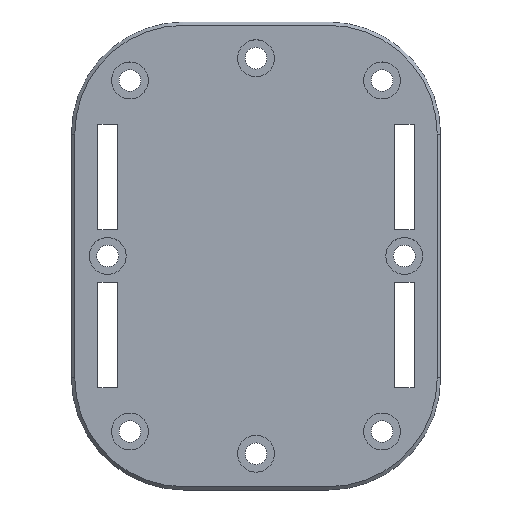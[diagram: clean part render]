
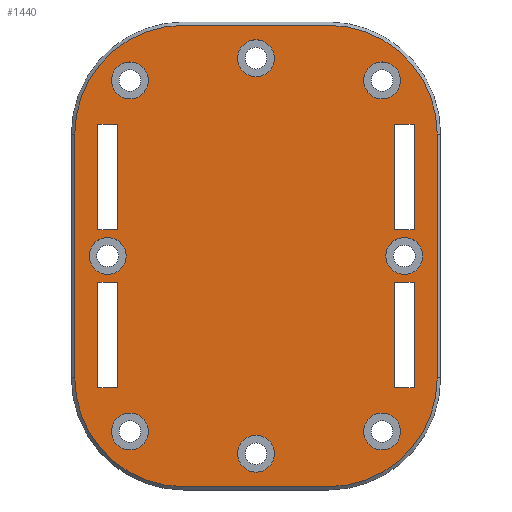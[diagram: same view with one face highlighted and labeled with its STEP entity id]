
A CAD part, top view. The second image highlights one B-rep face of the part: STEP entity #1440.
In plain terms, the highlighted planar face has unit normal (0, 0, 1).
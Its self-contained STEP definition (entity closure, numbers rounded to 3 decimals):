
#44=FACE_BOUND('',#339,.T.);
#45=FACE_BOUND('',#340,.T.);
#46=FACE_BOUND('',#341,.T.);
#47=FACE_BOUND('',#342,.T.);
#48=FACE_BOUND('',#343,.T.);
#49=FACE_BOUND('',#344,.T.);
#50=FACE_BOUND('',#345,.T.);
#51=FACE_BOUND('',#346,.T.);
#52=FACE_BOUND('',#347,.T.);
#53=FACE_BOUND('',#348,.T.);
#54=FACE_BOUND('',#349,.T.);
#55=FACE_BOUND('',#350,.T.);
#68=CIRCLE('',#1473,2.8);
#117=CIRCLE('',#1573,16.5);
#118=CIRCLE('',#1576,16.5);
#119=CIRCLE('',#1579,16.5);
#120=CIRCLE('',#1582,16.5);
#121=CIRCLE('',#1584,2.8);
#122=CIRCLE('',#1586,2.8);
#123=CIRCLE('',#1588,2.8);
#124=CIRCLE('',#1590,2.8);
#125=CIRCLE('',#1592,2.8);
#126=CIRCLE('',#1594,2.8);
#127=CIRCLE('',#1596,2.8);
#234=FACE_OUTER_BOUND('',#338,.T.);
#338=EDGE_LOOP('',(#1279,#1280,#1281,#1282,#1283,#1284,#1285,#1286));
#339=EDGE_LOOP('',(#1287,#1288,#1289,#1290));
#340=EDGE_LOOP('',(#1291,#1292,#1293,#1294));
#341=EDGE_LOOP('',(#1295,#1296,#1297,#1298));
#342=EDGE_LOOP('',(#1299,#1300,#1301,#1302));
#343=EDGE_LOOP('',(#1303));
#344=EDGE_LOOP('',(#1304));
#345=EDGE_LOOP('',(#1305));
#346=EDGE_LOOP('',(#1306));
#347=EDGE_LOOP('',(#1307));
#348=EDGE_LOOP('',(#1308));
#349=EDGE_LOOP('',(#1309));
#350=EDGE_LOOP('',(#1310));
#353=LINE('',#2036,#485);
#356=LINE('',#2042,#488);
#359=LINE('',#2048,#491);
#362=LINE('',#2052,#494);
#365=LINE('',#2060,#497);
#368=LINE('',#2066,#500);
#371=LINE('',#2072,#503);
#374=LINE('',#2076,#506);
#377=LINE('',#2084,#509);
#380=LINE('',#2090,#512);
#383=LINE('',#2096,#515);
#386=LINE('',#2100,#518);
#389=LINE('',#2108,#521);
#392=LINE('',#2114,#524);
#395=LINE('',#2120,#527);
#398=LINE('',#2124,#530);
#466=LINE('',#2367,#598);
#469=LINE('',#2375,#601);
#472=LINE('',#2383,#604);
#475=LINE('',#2391,#607);
#485=VECTOR('',#1609,10.);
#488=VECTOR('',#1614,10.);
#491=VECTOR('',#1619,10.);
#494=VECTOR('',#1624,10.);
#497=VECTOR('',#1629,10.);
#500=VECTOR('',#1634,10.);
#503=VECTOR('',#1639,10.);
#506=VECTOR('',#1644,10.);
#509=VECTOR('',#1649,10.);
#512=VECTOR('',#1654,10.);
#515=VECTOR('',#1659,10.);
#518=VECTOR('',#1664,10.);
#521=VECTOR('',#1669,10.);
#524=VECTOR('',#1674,10.);
#527=VECTOR('',#1679,10.);
#530=VECTOR('',#1684,10.);
#598=VECTOR('',#1952,10.);
#601=VECTOR('',#1961,10.);
#604=VECTOR('',#1970,10.);
#607=VECTOR('',#1979,10.);
#617=VERTEX_POINT('',#2033);
#618=VERTEX_POINT('',#2035);
#620=VERTEX_POINT('',#2041);
#622=VERTEX_POINT('',#2047);
#625=VERTEX_POINT('',#2057);
#626=VERTEX_POINT('',#2059);
#628=VERTEX_POINT('',#2065);
#630=VERTEX_POINT('',#2071);
#633=VERTEX_POINT('',#2081);
#634=VERTEX_POINT('',#2083);
#636=VERTEX_POINT('',#2089);
#638=VERTEX_POINT('',#2095);
#641=VERTEX_POINT('',#2105);
#642=VERTEX_POINT('',#2107);
#644=VERTEX_POINT('',#2113);
#646=VERTEX_POINT('',#2119);
#647=VERTEX_POINT('',#2126);
#720=VERTEX_POINT('',#2363);
#721=VERTEX_POINT('',#2365);
#722=VERTEX_POINT('',#2369);
#723=VERTEX_POINT('',#2373);
#724=VERTEX_POINT('',#2377);
#725=VERTEX_POINT('',#2381);
#726=VERTEX_POINT('',#2385);
#727=VERTEX_POINT('',#2389);
#728=VERTEX_POINT('',#2395);
#729=VERTEX_POINT('',#2399);
#730=VERTEX_POINT('',#2403);
#731=VERTEX_POINT('',#2407);
#732=VERTEX_POINT('',#2411);
#733=VERTEX_POINT('',#2415);
#734=VERTEX_POINT('',#2419);
#737=EDGE_CURVE('',#618,#617,#353,.T.);
#740=EDGE_CURVE('',#620,#618,#356,.T.);
#743=EDGE_CURVE('',#622,#620,#359,.T.);
#746=EDGE_CURVE('',#617,#622,#362,.T.);
#749=EDGE_CURVE('',#626,#625,#365,.T.);
#752=EDGE_CURVE('',#628,#626,#368,.T.);
#755=EDGE_CURVE('',#630,#628,#371,.T.);
#758=EDGE_CURVE('',#625,#630,#374,.T.);
#761=EDGE_CURVE('',#634,#633,#377,.T.);
#764=EDGE_CURVE('',#636,#634,#380,.T.);
#767=EDGE_CURVE('',#638,#636,#383,.T.);
#770=EDGE_CURVE('',#633,#638,#386,.T.);
#773=EDGE_CURVE('',#642,#641,#389,.T.);
#776=EDGE_CURVE('',#644,#642,#392,.T.);
#779=EDGE_CURVE('',#646,#644,#395,.T.);
#782=EDGE_CURVE('',#641,#646,#398,.T.);
#783=EDGE_CURVE('',#647,#647,#68,.T.);
#899=EDGE_CURVE('',#721,#720,#466,.T.);
#900=EDGE_CURVE('',#720,#722,#117,.T.);
#903=EDGE_CURVE('',#722,#723,#469,.T.);
#904=EDGE_CURVE('',#723,#724,#118,.T.);
#907=EDGE_CURVE('',#724,#725,#472,.T.);
#908=EDGE_CURVE('',#725,#726,#119,.T.);
#911=EDGE_CURVE('',#726,#727,#475,.T.);
#912=EDGE_CURVE('',#727,#721,#120,.T.);
#913=EDGE_CURVE('',#728,#728,#121,.T.);
#915=EDGE_CURVE('',#729,#729,#122,.T.);
#917=EDGE_CURVE('',#730,#730,#123,.T.);
#919=EDGE_CURVE('',#731,#731,#124,.T.);
#921=EDGE_CURVE('',#732,#732,#125,.T.);
#923=EDGE_CURVE('',#733,#733,#126,.T.);
#925=EDGE_CURVE('',#734,#734,#127,.T.);
#1279=ORIENTED_EDGE('',*,*,#912,.F.);
#1280=ORIENTED_EDGE('',*,*,#911,.F.);
#1281=ORIENTED_EDGE('',*,*,#908,.F.);
#1282=ORIENTED_EDGE('',*,*,#907,.F.);
#1283=ORIENTED_EDGE('',*,*,#904,.F.);
#1284=ORIENTED_EDGE('',*,*,#903,.F.);
#1285=ORIENTED_EDGE('',*,*,#900,.F.);
#1286=ORIENTED_EDGE('',*,*,#899,.F.);
#1287=ORIENTED_EDGE('',*,*,#743,.T.);
#1288=ORIENTED_EDGE('',*,*,#740,.T.);
#1289=ORIENTED_EDGE('',*,*,#737,.T.);
#1290=ORIENTED_EDGE('',*,*,#746,.T.);
#1291=ORIENTED_EDGE('',*,*,#755,.T.);
#1292=ORIENTED_EDGE('',*,*,#752,.T.);
#1293=ORIENTED_EDGE('',*,*,#749,.T.);
#1294=ORIENTED_EDGE('',*,*,#758,.T.);
#1295=ORIENTED_EDGE('',*,*,#767,.T.);
#1296=ORIENTED_EDGE('',*,*,#764,.T.);
#1297=ORIENTED_EDGE('',*,*,#761,.T.);
#1298=ORIENTED_EDGE('',*,*,#770,.T.);
#1299=ORIENTED_EDGE('',*,*,#779,.T.);
#1300=ORIENTED_EDGE('',*,*,#776,.T.);
#1301=ORIENTED_EDGE('',*,*,#773,.T.);
#1302=ORIENTED_EDGE('',*,*,#782,.T.);
#1303=ORIENTED_EDGE('',*,*,#783,.T.);
#1304=ORIENTED_EDGE('',*,*,#925,.T.);
#1305=ORIENTED_EDGE('',*,*,#923,.T.);
#1306=ORIENTED_EDGE('',*,*,#921,.T.);
#1307=ORIENTED_EDGE('',*,*,#919,.T.);
#1308=ORIENTED_EDGE('',*,*,#917,.T.);
#1309=ORIENTED_EDGE('',*,*,#915,.T.);
#1310=ORIENTED_EDGE('',*,*,#913,.T.);
#1357=PLANE('',#1598);
#1440=ADVANCED_FACE('',(#234,#44,#45,#46,#47,#48,#49,#50,#51,#52,#53,#54,
#55),#1357,.T.);
#1473=AXIS2_PLACEMENT_3D('',#2127,#1687,#1688);
#1573=AXIS2_PLACEMENT_3D('',#2370,#1955,#1956);
#1576=AXIS2_PLACEMENT_3D('',#2378,#1964,#1965);
#1579=AXIS2_PLACEMENT_3D('',#2386,#1973,#1974);
#1582=AXIS2_PLACEMENT_3D('',#2393,#1982,#1983);
#1584=AXIS2_PLACEMENT_3D('',#2396,#1986,#1987);
#1586=AXIS2_PLACEMENT_3D('',#2400,#1991,#1992);
#1588=AXIS2_PLACEMENT_3D('',#2404,#1996,#1997);
#1590=AXIS2_PLACEMENT_3D('',#2408,#2001,#2002);
#1592=AXIS2_PLACEMENT_3D('',#2412,#2006,#2007);
#1594=AXIS2_PLACEMENT_3D('',#2416,#2011,#2012);
#1596=AXIS2_PLACEMENT_3D('',#2420,#2016,#2017);
#1598=AXIS2_PLACEMENT_3D('',#2423,#2021,#2022);
#1609=DIRECTION('',(0.,1.,0.));
#1614=DIRECTION('',(-1.,0.,0.));
#1619=DIRECTION('',(0.,-1.,0.));
#1624=DIRECTION('',(1.,0.,0.));
#1629=DIRECTION('',(0.,1.,0.));
#1634=DIRECTION('',(-1.,0.,0.));
#1639=DIRECTION('',(0.,-1.,0.));
#1644=DIRECTION('',(1.,0.,0.));
#1649=DIRECTION('',(-1.,0.,0.));
#1654=DIRECTION('',(0.,-1.,0.));
#1659=DIRECTION('',(1.,0.,0.));
#1664=DIRECTION('',(0.,1.,0.));
#1669=DIRECTION('',(0.,1.,0.));
#1674=DIRECTION('',(-1.,0.,0.));
#1679=DIRECTION('',(0.,-1.,0.));
#1684=DIRECTION('',(1.,0.,0.));
#1687=DIRECTION('center_axis',(0.,0.,-1.));
#1688=DIRECTION('ref_axis',(1.,0.,0.));
#1952=DIRECTION('',(-1.,0.,0.));
#1955=DIRECTION('center_axis',(0.,0.,-1.));
#1956=DIRECTION('ref_axis',(-1.,0.,0.));
#1961=DIRECTION('',(0.,1.,0.));
#1964=DIRECTION('center_axis',(0.,0.,-1.));
#1965=DIRECTION('ref_axis',(0.,1.,0.));
#1970=DIRECTION('',(1.,0.,0.));
#1973=DIRECTION('center_axis',(0.,0.,-1.));
#1974=DIRECTION('ref_axis',(1.,0.,0.));
#1979=DIRECTION('',(0.,-1.,0.));
#1982=DIRECTION('center_axis',(0.,0.,-1.));
#1983=DIRECTION('ref_axis',(0.,-1.,0.));
#1986=DIRECTION('center_axis',(0.,0.,-1.));
#1987=DIRECTION('ref_axis',(1.,0.,0.));
#1991=DIRECTION('center_axis',(0.,0.,-1.));
#1992=DIRECTION('ref_axis',(1.,0.,0.));
#1996=DIRECTION('center_axis',(0.,0.,-1.));
#1997=DIRECTION('ref_axis',(1.,0.,0.));
#2001=DIRECTION('center_axis',(0.,0.,-1.));
#2002=DIRECTION('ref_axis',(1.,0.,0.));
#2006=DIRECTION('center_axis',(0.,0.,-1.));
#2007=DIRECTION('ref_axis',(1.,0.,0.));
#2011=DIRECTION('center_axis',(0.,0.,-1.));
#2012=DIRECTION('ref_axis',(1.,0.,0.));
#2016=DIRECTION('center_axis',(0.,0.,-1.));
#2017=DIRECTION('ref_axis',(1.,0.,0.));
#2021=DIRECTION('center_axis',(0.,0.,1.));
#2022=DIRECTION('ref_axis',(1.,0.,0.));
#2033=CARTESIAN_POINT('',(-24.,-4.,0.));
#2035=CARTESIAN_POINT('',(-24.,-20.,0.));
#2036=CARTESIAN_POINT('',(-24.,-10.,0.));
#2041=CARTESIAN_POINT('',(-21.,-20.,0.));
#2042=CARTESIAN_POINT('',(-10.5,-20.,0.));
#2047=CARTESIAN_POINT('',(-21.,-4.,0.));
#2048=CARTESIAN_POINT('',(-21.,-2.,0.));
#2052=CARTESIAN_POINT('',(-12.,-4.,0.));
#2057=CARTESIAN_POINT('',(21.,-4.,0.));
#2059=CARTESIAN_POINT('',(21.,-20.,0.));
#2060=CARTESIAN_POINT('',(21.,-10.,0.));
#2065=CARTESIAN_POINT('',(24.,-20.,0.));
#2066=CARTESIAN_POINT('',(12.,-20.,0.));
#2071=CARTESIAN_POINT('',(24.,-4.,0.));
#2072=CARTESIAN_POINT('',(24.,-2.,0.));
#2076=CARTESIAN_POINT('',(10.5,-4.,0.));
#2081=CARTESIAN_POINT('',(-24.,4.,0.));
#2083=CARTESIAN_POINT('',(-21.,4.,0.));
#2084=CARTESIAN_POINT('',(-10.5,4.,0.));
#2089=CARTESIAN_POINT('',(-21.,20.,0.));
#2090=CARTESIAN_POINT('',(-21.,10.,0.));
#2095=CARTESIAN_POINT('',(-24.,20.,0.));
#2096=CARTESIAN_POINT('',(-12.,20.,0.));
#2100=CARTESIAN_POINT('',(-24.,2.,0.));
#2105=CARTESIAN_POINT('',(21.,20.,0.));
#2107=CARTESIAN_POINT('',(21.,4.,0.));
#2108=CARTESIAN_POINT('',(21.,2.,0.));
#2113=CARTESIAN_POINT('',(24.,4.,0.));
#2114=CARTESIAN_POINT('',(12.,4.,0.));
#2119=CARTESIAN_POINT('',(24.,20.,0.));
#2120=CARTESIAN_POINT('',(24.,10.,0.));
#2124=CARTESIAN_POINT('',(10.5,20.,0.));
#2126=CARTESIAN_POINT('',(16.332,-26.632,0.));
#2127=CARTESIAN_POINT('Origin',(19.132,-26.632,0.));
#2363=CARTESIAN_POINT('',(-11.,-35.,0.));
#2365=CARTESIAN_POINT('',(11.,-35.,0.));
#2367=CARTESIAN_POINT('',(5.5,-35.,0.));
#2369=CARTESIAN_POINT('',(-27.5,-18.5,0.));
#2370=CARTESIAN_POINT('Origin',(-11.,-18.5,0.));
#2373=CARTESIAN_POINT('',(-27.5,18.5,0.));
#2375=CARTESIAN_POINT('',(-27.5,-9.25,0.));
#2377=CARTESIAN_POINT('',(-11.,35.,0.));
#2378=CARTESIAN_POINT('Origin',(-11.,18.5,0.));
#2381=CARTESIAN_POINT('',(11.,35.,0.));
#2383=CARTESIAN_POINT('',(-5.5,35.,0.));
#2385=CARTESIAN_POINT('',(27.5,18.5,0.));
#2386=CARTESIAN_POINT('Origin',(11.,18.5,0.));
#2389=CARTESIAN_POINT('',(27.5,-18.5,0.));
#2391=CARTESIAN_POINT('',(27.5,9.25,0.));
#2393=CARTESIAN_POINT('Origin',(11.,-18.5,0.));
#2395=CARTESIAN_POINT('',(-2.8,-30.,0.));
#2396=CARTESIAN_POINT('Origin',(0.,-30.,0.));
#2399=CARTESIAN_POINT('',(-2.8,30.,0.));
#2400=CARTESIAN_POINT('Origin',(0.,30.,0.));
#2403=CARTESIAN_POINT('',(-21.932,-26.632,0.));
#2404=CARTESIAN_POINT('Origin',(-19.132,-26.632,0.));
#2407=CARTESIAN_POINT('',(-25.3,0.,0.));
#2408=CARTESIAN_POINT('Origin',(-22.5,0.,0.));
#2411=CARTESIAN_POINT('',(-21.932,26.632,0.));
#2412=CARTESIAN_POINT('Origin',(-19.132,26.632,0.));
#2415=CARTESIAN_POINT('',(16.332,26.632,0.));
#2416=CARTESIAN_POINT('Origin',(19.132,26.632,0.));
#2419=CARTESIAN_POINT('',(19.7,0.,0.));
#2420=CARTESIAN_POINT('Origin',(22.5,0.,0.));
#2423=CARTESIAN_POINT('Origin',(0.,0.,0.));
